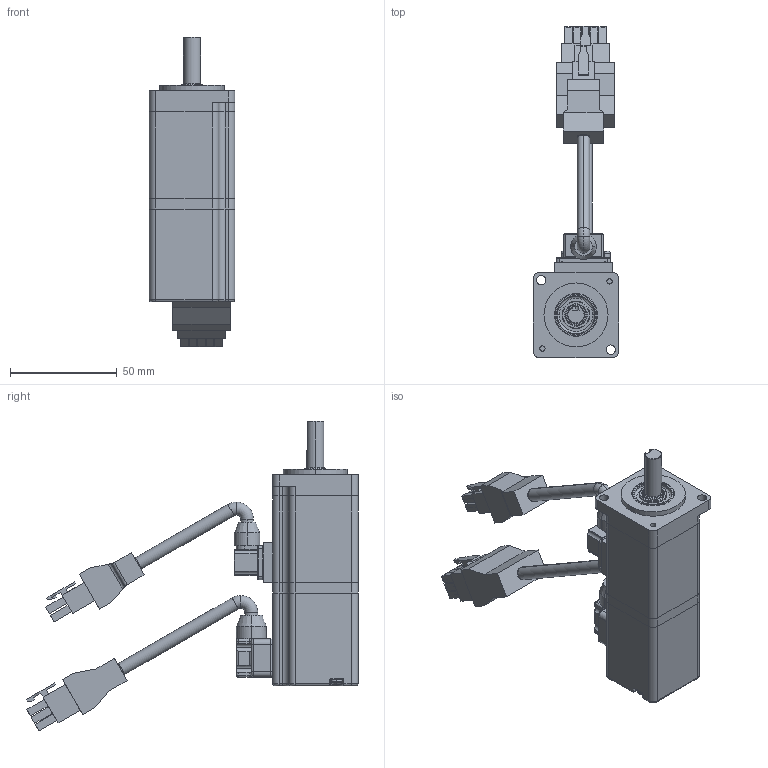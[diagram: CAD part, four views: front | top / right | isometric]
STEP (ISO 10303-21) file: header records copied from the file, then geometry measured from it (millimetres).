
FILE_DESCRIPTION (( 'STEP AP214' ), '1' );
FILE_NAME ('40SFM-E00330.STEP', '2022-02-09T07:13:52', ( '' ), ( '' ), 'SwSTEP 2.0', 'SolidWorks 2020', '' );
FILE_SCHEMA (( 'AUTOMOTIVE_DESIGN' ));
Length unit declared in the file: millimetre
Products named in the file (12): 晤鎢ん堤盄芛; 40SFM-E00330; 40-粣; 40-ヶ傷裔; 40-綴欶; M3-92蹟邡; 萇儂堤盄芛; 蚐猾; 40-隅赽; 晤鎢ん堤盄; 萇儂堤盄; 40-綴傷裔
Assembly tree (12 placements, depth 2):
  40SFM-E00330
    40-ヶ傷裔
    40-隅赽
    40-綴傷裔
    40-粣
    40-綴欶
    M3-92蹟邡  x2
    晤鎢ん堤盄
    晤鎢ん堤盄芛
    萇儂堤盄
    萇儂堤盄芛
    蚐猾
Bounding box: 40 x 155.58 x 145.05 mm (x, y, z)
Volume: 145577.5 mm3; surface area: 57264.4 mm2
Topology: 12 solids, 12 shells, 751 faces, 1798 edges, 1113 vertices
Faces by surface type: plane 337, cylinder 289, torus 82, bspline 28, cone 11, sphere 4
Entity records: 21803 total; most frequent: CARTESIAN_POINT 4121, DIRECTION 3659, ORIENTED_EDGE 3384, EDGE_CURVE 1692, AXIS2_PLACEMENT_3D 1347, VERTEX_POINT 1061, VECTOR 965, LINE 965
